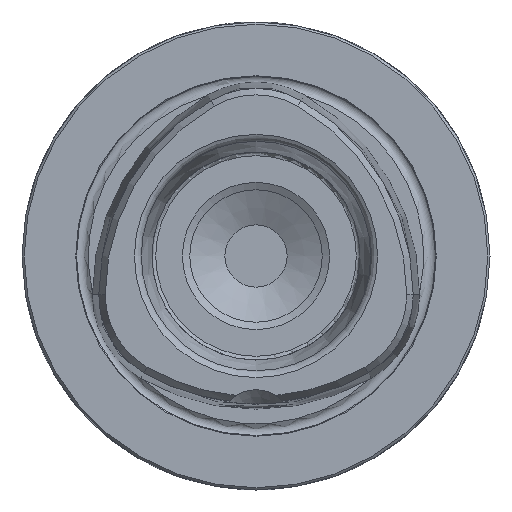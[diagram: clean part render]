
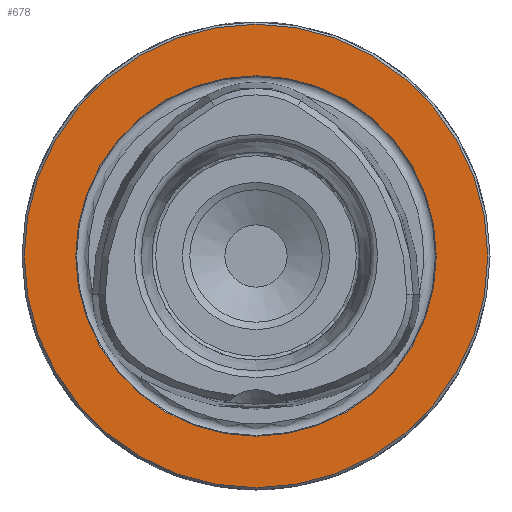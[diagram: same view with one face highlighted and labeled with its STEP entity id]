
A CAD part, left-side view. The second image highlights one B-rep face of the part: STEP entity #678.
In plain terms, the highlighted planar face has unit normal (-1, 0, 0).
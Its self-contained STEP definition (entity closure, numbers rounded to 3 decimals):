
#678 = ADVANCED_FACE( '', ( #1401, #1402 ), #1403, .T. );
#1401 = FACE_OUTER_BOUND( '', #2172, .T. );
#1402 = FACE_BOUND( '', #2173, .T. );
#1403 = PLANE( '', #2174 );
#2172 = EDGE_LOOP( '', ( #3669 ) );
#2173 = EDGE_LOOP( '', ( #3670 ) );
#2174 = AXIS2_PLACEMENT_3D( '', #3671, #3672, #3673 );
#3669 = ORIENTED_EDGE( '', *, *, #4429, .T. );
#3670 = ORIENTED_EDGE( '', *, *, #4601, .F. );
#3671 = CARTESIAN_POINT( '', ( 0., 0., 24.2 ) );
#3672 = DIRECTION( '', ( -1., 0., 0. ) );
#3673 = DIRECTION( '', ( 0., 0., 1. ) );
#4429 = EDGE_CURVE( '', #5275, #5275, #5276, .T. );
#4601 = EDGE_CURVE( '', #5493, #5493, #5494, .T. );
#5275 = VERTEX_POINT( '', #7011 );
#5276 = CIRCLE( '', #7012, 31.2 );
#5493 = VERTEX_POINT( '', #7307 );
#5494 = CIRCLE( '', #7308, 24.264 );
#7011 = CARTESIAN_POINT( '', ( 0., 0., 31.2 ) );
#7012 = AXIS2_PLACEMENT_3D( '', #7851, #7852, #7853 );
#7307 = CARTESIAN_POINT( '', ( 0., 0., 24.264 ) );
#7308 = AXIS2_PLACEMENT_3D( '', #8049, #8050, #8051 );
#7851 = CARTESIAN_POINT( '', ( 0., 0., 0. ) );
#7852 = DIRECTION( '', ( -1., 0., 0. ) );
#7853 = DIRECTION( '', ( 0., 0., 1. ) );
#8049 = CARTESIAN_POINT( '', ( 0., 0., 0. ) );
#8050 = DIRECTION( '', ( -1., 0., 0. ) );
#8051 = DIRECTION( '', ( 0., 0., 1. ) );
